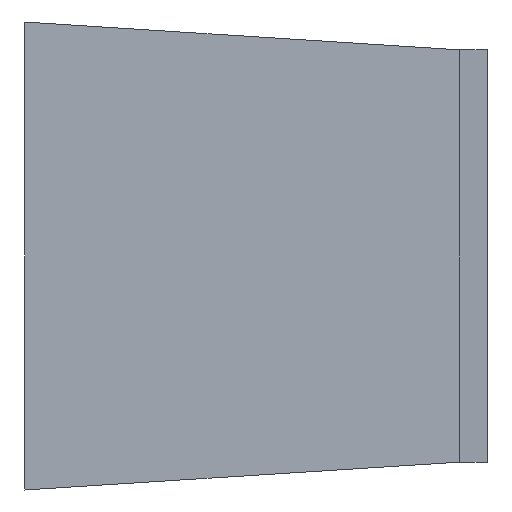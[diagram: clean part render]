
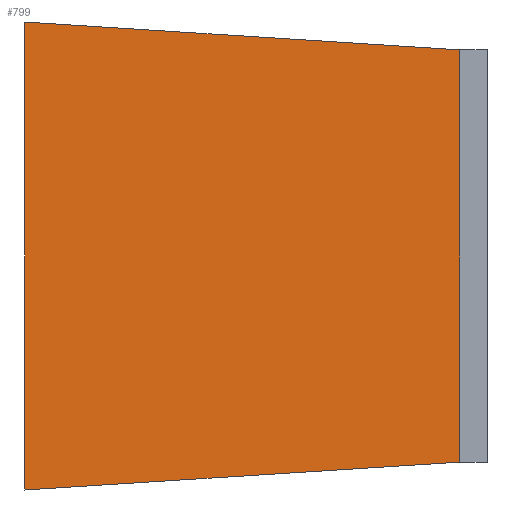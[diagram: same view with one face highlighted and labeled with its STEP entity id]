
A CAD part, left-side view. The second image highlights one B-rep face of the part: STEP entity #799.
In plain terms, the highlighted planar face has unit normal (-0.998, -0.064, 0).
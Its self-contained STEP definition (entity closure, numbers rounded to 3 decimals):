
#69=FACE_OUTER_BOUND('',#117,.T.);
#117=EDGE_LOOP('',(#589,#590,#591,#592));
#201=LINE('',#1265,#295);
#208=LINE('',#1276,#302);
#209=LINE('',#1279,#303);
#210=LINE('',#1280,#304);
#295=VECTOR('',#961,10.);
#302=VECTOR('',#974,10.);
#303=VECTOR('',#977,10.);
#304=VECTOR('',#978,10.);
#381=VERTEX_POINT('',#1262);
#382=VERTEX_POINT('',#1264);
#383=VERTEX_POINT('',#1274);
#384=VERTEX_POINT('',#1278);
#457=EDGE_CURVE('',#381,#382,#201,.T.);
#464=EDGE_CURVE('',#381,#383,#208,.T.);
#465=EDGE_CURVE('',#383,#384,#209,.T.);
#466=EDGE_CURVE('',#382,#384,#210,.T.);
#589=ORIENTED_EDGE('',*,*,#457,.F.);
#590=ORIENTED_EDGE('',*,*,#464,.T.);
#591=ORIENTED_EDGE('',*,*,#465,.T.);
#592=ORIENTED_EDGE('',*,*,#466,.F.);
#759=PLANE('',#857);
#799=ADVANCED_FACE('',(#69),#759,.F.);
#857=AXIS2_PLACEMENT_3D('',#1277,#975,#976);
#961=DIRECTION('',(0.,0.,1.));
#974=DIRECTION('',(0.064,-0.996,0.064));
#975=DIRECTION('center_axis',(0.998,0.064,0.));
#976=DIRECTION('ref_axis',(0.,0.,-1.));
#977=DIRECTION('',(0.,0.,1.));
#978=DIRECTION('',(0.064,-0.996,-0.064));
#1262=CARTESIAN_POINT('',(-59.,83.057,-42.));
#1264=CARTESIAN_POINT('',(-59.,83.057,42.));
#1265=CARTESIAN_POINT('',(-59.,83.057,-42.));
#1274=CARTESIAN_POINT('',(-54.,5.,-37.));
#1276=CARTESIAN_POINT('',(-59.,83.057,-42.));
#1277=CARTESIAN_POINT('Origin',(-59.,83.057,-42.));
#1278=CARTESIAN_POINT('',(-54.,5.,37.));
#1279=CARTESIAN_POINT('',(-54.,5.,-17.));
#1280=CARTESIAN_POINT('',(-59.,83.057,42.));
